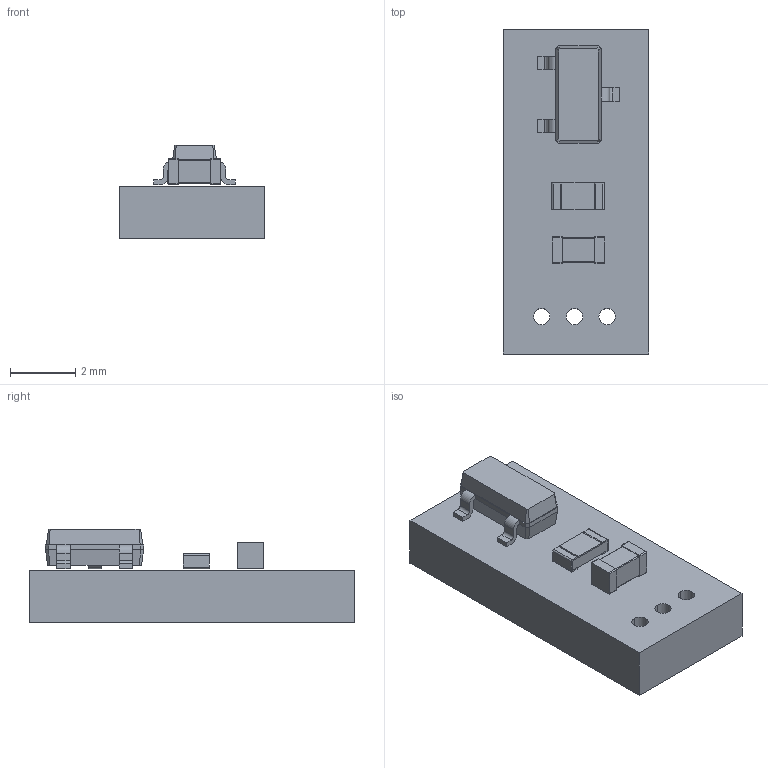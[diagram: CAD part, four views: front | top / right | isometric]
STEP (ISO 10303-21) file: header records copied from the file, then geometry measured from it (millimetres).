
FILE_DESCRIPTION(/* description */ ('VariCAD 2020-1.12 AP-214'),/* implementation_level */ '2;1');
FILE_NAME(/* name */ 'home_switch.stp',/* time_stamp */ '2021-02-08T13:37:07-05:00',/* author */ (''),/* organization */ (''),/* preprocessor_version */ 'VariCAD 2020-1.12',/* originating_system */ 'VariCAD 2020-1.12; kernel version (20180118)',/* authorisation */ '');
FILE_SCHEMA(('AUTOMOTIVE_DESIGN'));
Length unit declared in the file: millimetre
Products named in the file (5): home_switch; COMPOUND; SOLID
Assembly tree (4 placements, depth 2):
  home_switch
    COMPOUND
    SOLID
    SOLID
    SOLID
Bounding box: 4.45 x 9.91 x 2.85 mm (x, y, z)
Volume: 75.4 mm3; surface area: 171 mm2
Topology: 4 solids, 4 shells, 142 faces, 350 edges, 218 vertices
Faces by surface type: plane 104, cylinder 38
Entity records: 4333 total; most frequent: CARTESIAN_POINT 819, DIRECTION 704, ORIENTED_EDGE 700, EDGE_CURVE 350, LINE 242, VECTOR 242, AXIS2_PLACEMENT_3D 231, VERTEX_POINT 218
